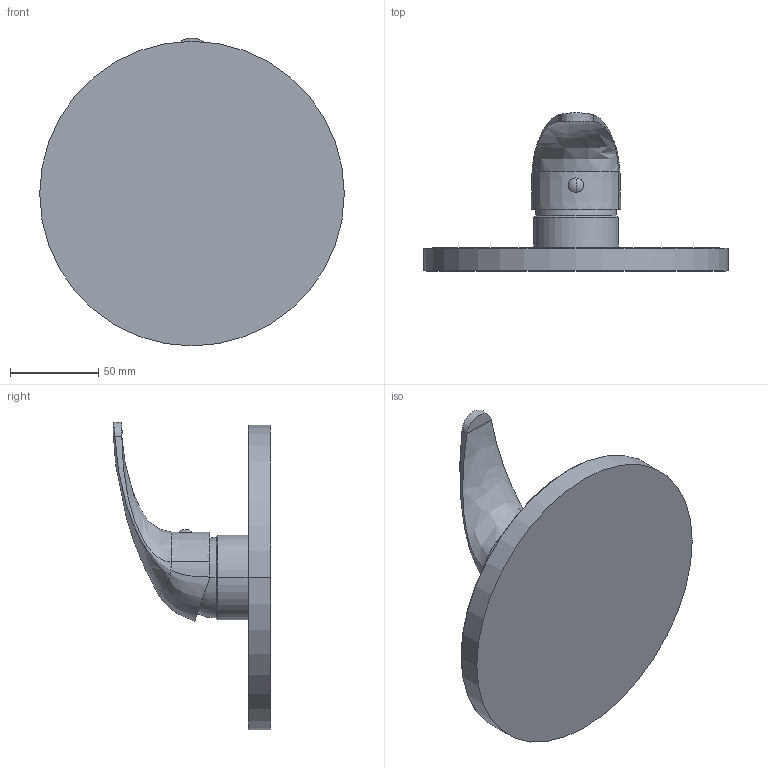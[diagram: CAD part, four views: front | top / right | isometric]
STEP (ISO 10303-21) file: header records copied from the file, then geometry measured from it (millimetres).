
FILE_DESCRIPTION((''),'2;1');
FILE_NAME('NDBOX010CR','2021-11-10T10:05:31',('ut3'),('PAFFONI SpA'),'CREO PARAMETRIC BY PTC INC, 2020044','CREO PARAMETRIC BY PTC INC, 2020044','');
FILE_SCHEMA(('CONFIG_CONTROL_DESIGN','SHAPE_APPEARANCE_LAYERS_GROUPS'));
Length unit declared in the file: millimetre
Products named in the file (1): NDBOX010CR
Bounding box: 173 x 89.7 x 174.82 mm (x, y, z)
Volume: 400773.3 mm3; surface area: 73084.6 mm2
Topology: 1 solids, 1 shells, 66 faces, 181 edges, 115 vertices
Faces by surface type: plane 29, bspline 15, cylinder 12, cone 6, torus 2, sphere 2
Entity records: 3990 total; most frequent: CARTESIAN_POINT 1928, ORIENTED_EDGE 350, DIRECTION 278, EDGE_CURVE 175, VERTEX_POINT 115, AXIS2_PLACEMENT_3D 104, VECTOR 70, LINE 70
